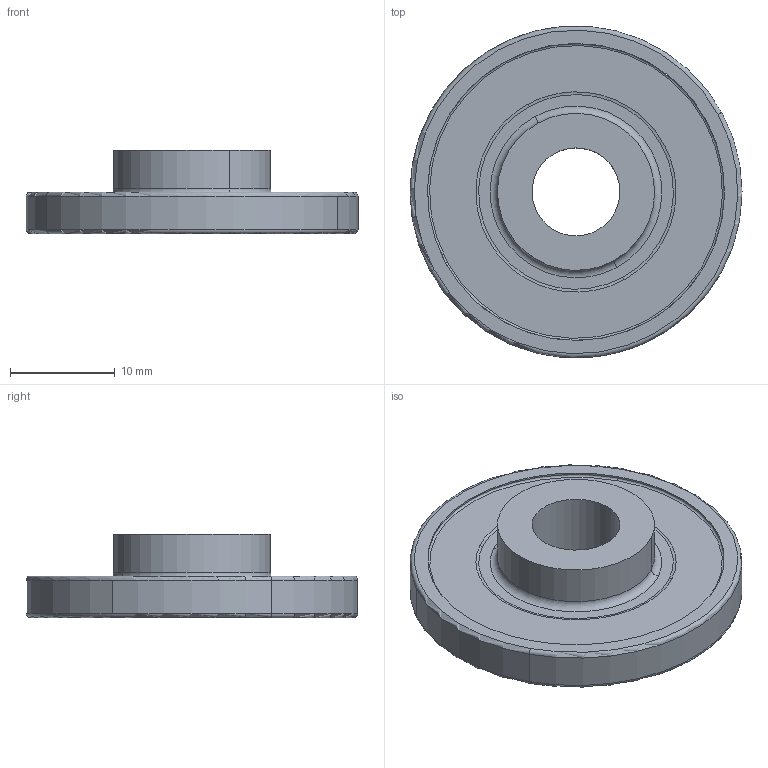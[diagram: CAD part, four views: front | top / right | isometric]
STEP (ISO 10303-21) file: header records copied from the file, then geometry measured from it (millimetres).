
FILE_DESCRIPTION(('CATIA V5 STEP Exchange','CAx-IF Rec.Pracs.--- Model Styling and Organization---1.2---2011-12-15'),'2;1');
FILE_NAME('TR15-S-31.7-4.0R0.4.stp','2019-03-13T05:25:57+00:00',('none'),('none'),'CATIA Version 5 Release 21 SP 5 (IN-10)','CATIA V5 STEP AP214','none');
FILE_SCHEMA(('AUTOMOTIVE_DESIGN { 1 0 10303 214 1 1 1 1 }'));
Length unit declared in the file: millimetre
Products named in the file (1): #5
Bounding box: 31.7 x 31.68 x 8 mm (x, y, z)
Volume: 3053.8 mm3; surface area: 2933.8 mm2
Topology: 2 solids, 2 shells, 30 faces, 76 edges, 53 vertices
Faces by surface type: torus 12, cylinder 10, plane 6, revolution 2
Entity records: 923 total; most frequent: CARTESIAN_POINT 202, ORIENTED_EDGE 140, DIRECTION 112, AXIS2_PLACEMENT_3D 78, EDGE_CURVE 70, CIRCLE 58, VERTEX_POINT 46, EDGE_LOOP 36
